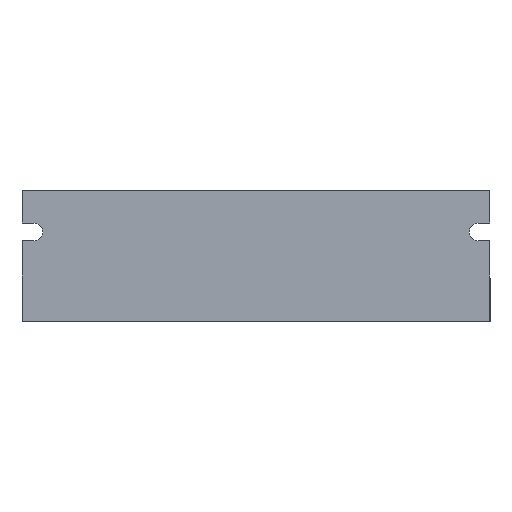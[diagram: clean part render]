
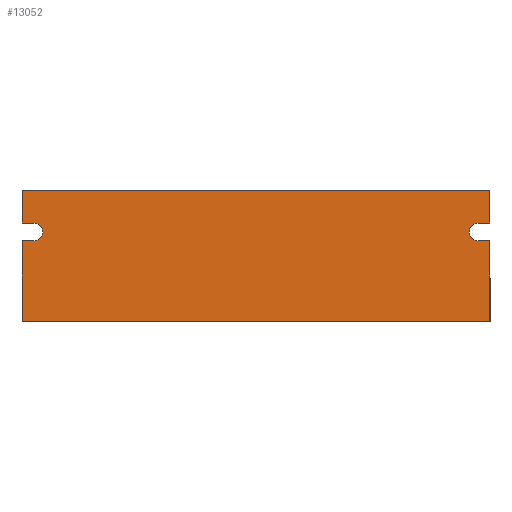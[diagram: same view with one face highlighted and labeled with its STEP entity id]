
A CAD part, top view. The second image highlights one B-rep face of the part: STEP entity #13052.
In plain terms, the highlighted face is planar.
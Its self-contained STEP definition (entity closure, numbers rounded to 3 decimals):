
#1230 = DIRECTION ( 'NONE',  ( 0., -1., 0. ) ) ;
#1289 = LINE ( 'NONE', #20584, #12840 ) ;
#1582 = VERTEX_POINT ( 'NONE', #9509 ) ;
#1670 = CARTESIAN_POINT ( 'NONE',  ( 37.75, 56., 10.5 ) ) ;
#2661 = DIRECTION ( 'NONE',  ( 0., 0., -1. ) ) ;
#3805 = LINE ( 'NONE', #23088, #31972 ) ;
#4065 = CARTESIAN_POINT ( 'NONE',  ( 37.75, 59., 33. ) ) ;
#4371 = CARTESIAN_POINT ( 'NONE',  ( 37.75, 59., 12.75 ) ) ;
#4680 = VERTEX_POINT ( 'NONE', #34927 ) ;
#7078 = CARTESIAN_POINT ( 'NONE',  ( 37.75, 59., 33. ) ) ;
#7177 = DIRECTION ( 'NONE',  ( -1., 0., 0. ) ) ;
#7378 = VECTOR ( 'NONE', #56260, 1000. ) ;
#8464 = DIRECTION ( 'NONE',  ( 0., 1., 0. ) ) ;
#9395 = VERTEX_POINT ( 'NONE', #47308 ) ;
#9509 = CARTESIAN_POINT ( 'NONE',  ( 37.75, -59., 33. ) ) ;
#10442 = VERTEX_POINT ( 'NONE', #49096 ) ;
#10576 = EDGE_CURVE ( 'NONE', #1582, #4680, #37065, .T. ) ;
#10732 = CARTESIAN_POINT ( 'NONE',  ( 37.75, 59., 8.25 ) ) ;
#10825 = EDGE_CURVE ( 'NONE', #10442, #26473, #43650, .T. ) ;
#11408 = EDGE_CURVE ( 'NONE', #60904, #50808, #56746, .T. ) ;
#12076 = VECTOR ( 'NONE', #15841, 1000. ) ;
#12203 = AXIS2_PLACEMENT_3D ( 'NONE', #54840, #7177, #1230 ) ;
#12390 = AXIS2_PLACEMENT_3D ( 'NONE', #15835, #12568, #32124 ) ;
#12438 = CIRCLE ( 'NONE', #12390, 2.25 ) ;
#12507 = LINE ( 'NONE', #51010, #22771 ) ;
#12568 = DIRECTION ( 'NONE',  ( -1., 0., 0. ) ) ;
#12619 = VERTEX_POINT ( 'NONE', #29637 ) ;
#12840 = VECTOR ( 'NONE', #39804, 1000. ) ;
#13052 = ADVANCED_FACE ( 'NONE', ( #35226 ), #45930, .F. ) ;
#15584 = EDGE_CURVE ( 'NONE', #12619, #15958, #16891, .T. ) ;
#15835 = CARTESIAN_POINT ( 'NONE',  ( 37.75, 56., 10.5 ) ) ;
#15841 = DIRECTION ( 'NONE',  ( 0., -1., 0. ) ) ;
#15958 = VERTEX_POINT ( 'NONE', #55907 ) ;
#16152 = VERTEX_POINT ( 'NONE', #40943 ) ;
#16891 = LINE ( 'NONE', #46198, #44686 ) ;
#17584 = CARTESIAN_POINT ( 'NONE',  ( 37.75, 59., 0. ) ) ;
#17836 = ORIENTED_EDGE ( 'NONE', *, *, #15584, .T. ) ;
#18146 = EDGE_CURVE ( 'NONE', #21389, #59540, #23311, .T. ) ;
#19832 = EDGE_LOOP ( 'NONE', ( #56172, #56947, #17836, #46106, #31730, #28528, #50355, #33019, #50104, #27523, #22786, #25865, #61787 ) ) ;
#20548 = EDGE_CURVE ( 'NONE', #9395, #10442, #12438, .T. ) ;
#20584 = CARTESIAN_POINT ( 'NONE',  ( 37.75, 59., 33. ) ) ;
#20799 = EDGE_CURVE ( 'NONE', #16152, #21389, #24850, .T. ) ;
#21389 = VERTEX_POINT ( 'NONE', #39500 ) ;
#21504 = AXIS2_PLACEMENT_3D ( 'NONE', #1670, #39557, #25671 ) ;
#21547 = VECTOR ( 'NONE', #24214, 1000. ) ;
#22771 = VECTOR ( 'NONE', #61042, 1000. ) ;
#22786 = ORIENTED_EDGE ( 'NONE', *, *, #10576, .F. ) ;
#22997 = CARTESIAN_POINT ( 'NONE',  ( 37.75, 59., 12.75 ) ) ;
#23088 = CARTESIAN_POINT ( 'NONE',  ( 37.75, 59., 0. ) ) ;
#23311 = CIRCLE ( 'NONE', #12203, 2.25 ) ;
#23800 = EDGE_CURVE ( 'NONE', #1582, #16152, #12507, .T. ) ;
#24214 = DIRECTION ( 'NONE',  ( 0., 1., 0. ) ) ;
#24653 = EDGE_CURVE ( 'NONE', #15958, #50808, #3805, .T. ) ;
#24850 = LINE ( 'NONE', #53846, #21547 ) ;
#25671 = DIRECTION ( 'NONE',  ( 0., -1., 0. ) ) ;
#25865 = ORIENTED_EDGE ( 'NONE', *, *, #23800, .T. ) ;
#26473 = VERTEX_POINT ( 'NONE', #39937 ) ;
#26698 = DIRECTION ( 'NONE',  ( -1., 0., 0. ) ) ;
#27111 = CARTESIAN_POINT ( 'NONE',  ( 37.75, -56., 8.25 ) ) ;
#27523 = ORIENTED_EDGE ( 'NONE', *, *, #47469, .F. ) ;
#28528 = ORIENTED_EDGE ( 'NONE', *, *, #31143, .T. ) ;
#29637 = CARTESIAN_POINT ( 'NONE',  ( 37.75, -59., 8.25 ) ) ;
#31143 = EDGE_CURVE ( 'NONE', #60904, #9395, #59333, .T. ) ;
#31730 = ORIENTED_EDGE ( 'NONE', *, *, #11408, .F. ) ;
#31972 = VECTOR ( 'NONE', #39774, 1000. ) ;
#32124 = DIRECTION ( 'NONE',  ( 0., -1., 0. ) ) ;
#32333 = EDGE_CURVE ( 'NONE', #59540, #12619, #33221, .T. ) ;
#33019 = ORIENTED_EDGE ( 'NONE', *, *, #10825, .T. ) ;
#33221 = LINE ( 'NONE', #10732, #55561 ) ;
#34352 = VERTEX_POINT ( 'NONE', #4371 ) ;
#34927 = CARTESIAN_POINT ( 'NONE',  ( 37.75, 59., 33. ) ) ;
#35226 = FACE_OUTER_BOUND ( 'NONE', #19832, .T. ) ;
#37065 = LINE ( 'NONE', #7078, #7378 ) ;
#39500 = CARTESIAN_POINT ( 'NONE',  ( 37.75, -56., 12.75 ) ) ;
#39557 = DIRECTION ( 'NONE',  ( -1., 0., 0. ) ) ;
#39774 = DIRECTION ( 'NONE',  ( 0., 1., 0. ) ) ;
#39804 = DIRECTION ( 'NONE',  ( 0., 0., -1. ) ) ;
#39937 = CARTESIAN_POINT ( 'NONE',  ( 37.75, 56., 12.75 ) ) ;
#40264 = CARTESIAN_POINT ( 'NONE',  ( 37.75, 59., 33. ) ) ;
#40690 = VECTOR ( 'NONE', #41644, 1000. ) ;
#40943 = CARTESIAN_POINT ( 'NONE',  ( 37.75, -59., 12.75 ) ) ;
#41644 = DIRECTION ( 'NONE',  ( 0., 0., -1. ) ) ;
#43650 = CIRCLE ( 'NONE', #21504, 2.25 ) ;
#44543 = CARTESIAN_POINT ( 'NONE',  ( 37.75, 59., 8.25 ) ) ;
#44686 = VECTOR ( 'NONE', #2661, 1000. ) ;
#45930 = PLANE ( 'NONE',  #48394 ) ;
#46106 = ORIENTED_EDGE ( 'NONE', *, *, #24653, .T. ) ;
#46198 = CARTESIAN_POINT ( 'NONE',  ( 37.75, -59., 33. ) ) ;
#47308 = CARTESIAN_POINT ( 'NONE',  ( 37.75, 56., 8.25 ) ) ;
#47469 = EDGE_CURVE ( 'NONE', #4680, #34352, #1289, .T. ) ;
#48394 = AXIS2_PLACEMENT_3D ( 'NONE', #40264, #26698, #49764 ) ;
#49096 = CARTESIAN_POINT ( 'NONE',  ( 37.75, 53.75, 10.5 ) ) ;
#49764 = DIRECTION ( 'NONE',  ( 0., -1., 0. ) ) ;
#50104 = ORIENTED_EDGE ( 'NONE', *, *, #57517, .T. ) ;
#50355 = ORIENTED_EDGE ( 'NONE', *, *, #20548, .T. ) ;
#50808 = VERTEX_POINT ( 'NONE', #17584 ) ;
#51010 = CARTESIAN_POINT ( 'NONE',  ( 37.75, -59., 33. ) ) ;
#52158 = DIRECTION ( 'NONE',  ( 0., -1., 0. ) ) ;
#53846 = CARTESIAN_POINT ( 'NONE',  ( 37.75, 59., 12.75 ) ) ;
#54840 = CARTESIAN_POINT ( 'NONE',  ( 37.75, -56., 10.5 ) ) ;
#54970 = CARTESIAN_POINT ( 'NONE',  ( 37.75, 59., 8.25 ) ) ;
#55561 = VECTOR ( 'NONE', #52158, 1000. ) ;
#55907 = CARTESIAN_POINT ( 'NONE',  ( 37.75, -59., 0. ) ) ;
#56172 = ORIENTED_EDGE ( 'NONE', *, *, #18146, .T. ) ;
#56260 = DIRECTION ( 'NONE',  ( 0., 1., 0. ) ) ;
#56746 = LINE ( 'NONE', #4065, #40690 ) ;
#56947 = ORIENTED_EDGE ( 'NONE', *, *, #32333, .T. ) ;
#57517 = EDGE_CURVE ( 'NONE', #26473, #34352, #61109, .T. ) ;
#59333 = LINE ( 'NONE', #44543, #12076 ) ;
#59540 = VERTEX_POINT ( 'NONE', #27111 ) ;
#60337 = VECTOR ( 'NONE', #8464, 1000. ) ;
#60904 = VERTEX_POINT ( 'NONE', #54970 ) ;
#61042 = DIRECTION ( 'NONE',  ( 0., 0., -1. ) ) ;
#61109 = LINE ( 'NONE', #22997, #60337 ) ;
#61787 = ORIENTED_EDGE ( 'NONE', *, *, #20799, .T. ) ;
